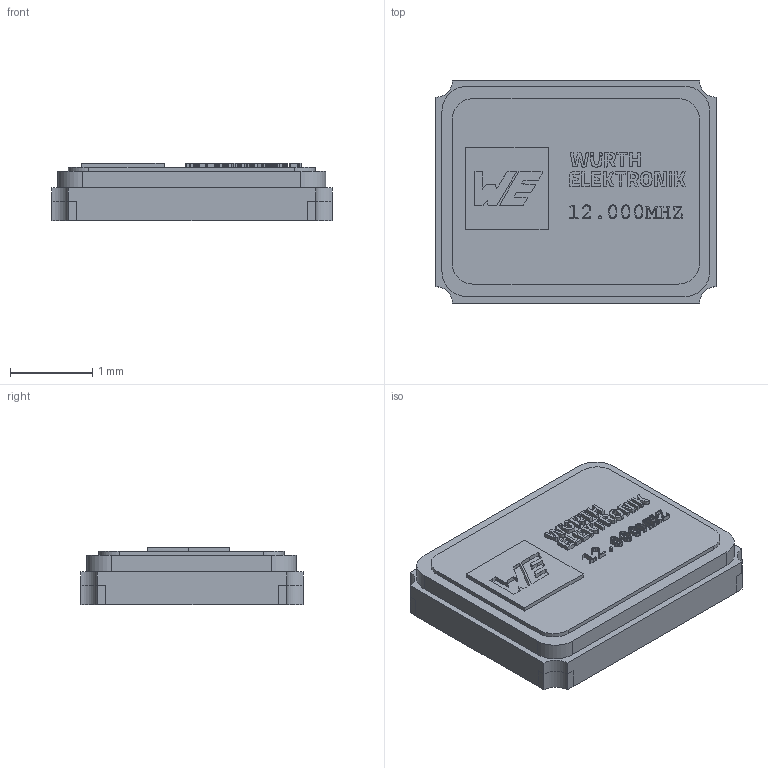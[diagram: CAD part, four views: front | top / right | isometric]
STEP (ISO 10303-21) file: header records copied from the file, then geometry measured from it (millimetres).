
FILE_DESCRIPTION(/* description */ ('Unknown'),/* implementation_level */ '2;1');
FILE_NAME(/* name */ 'METUPowerLab_Oscillators_Crystals_4-SMD_3.2x2.5mm-830069882_.step',/* time_stamp */ '2025-05-19T16:32:25+03:00',/* author */ (''),/* organization */ (''),/* preprocessor_version */ 'ST-DEVELOPER v20.1',/* originating_system */ 'Autodesk Translation Framework v14.4.0.0',/* authorisation */ '');
FILE_SCHEMA (('AUTOMOTIVE_DESIGN { 1 0 10303 214 3 1 1 }'));
Length unit declared in the file: millimetre
Products named in the file (4): CFPX-180; Body; Pins; Cover
Assembly tree (3 placements, depth 2):
  CFPX-180
    Body
    Pins
    Cover
Bounding box: 3.4 x 2.7 x 0.7 mm (x, y, z)
Volume: 5.6 mm3; surface area: 55.2 mm2
Topology: 6 solids, 6 shells, 676 faces, 1884 edges, 1256 vertices
Faces by surface type: plane 364, bspline 296, cylinder 16
Entity records: 23633 total; most frequent: CARTESIAN_POINT 8423, ORIENTED_EDGE 3768, DIRECTION 2098, EDGE_CURVE 1884, LINE 1260, VECTOR 1260, VERTEX_POINT 1256, EDGE_LOOP 712
